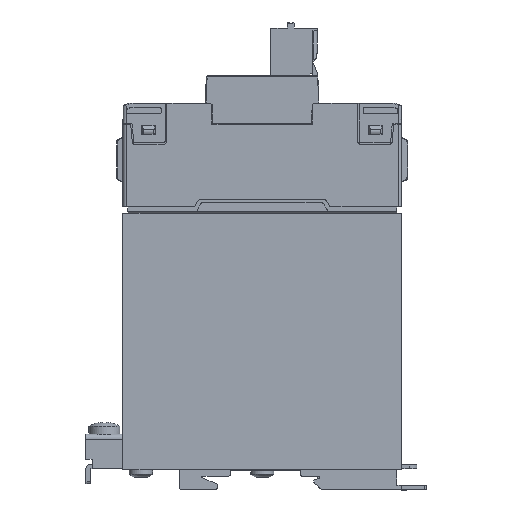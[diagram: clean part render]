
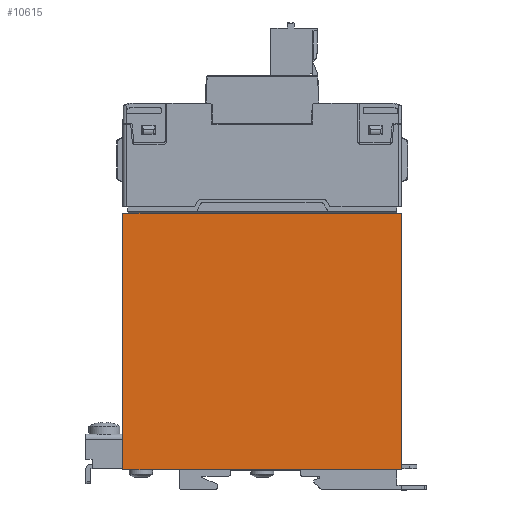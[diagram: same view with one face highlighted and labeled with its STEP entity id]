
A CAD part, left-side view. The second image highlights one B-rep face of the part: STEP entity #10615.
In plain terms, the highlighted planar face has unit normal (-1, 0, 0).
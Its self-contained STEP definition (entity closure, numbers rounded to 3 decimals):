
#2826=CARTESIAN_POINT('',(-11.1,45.0,85.));
#2827=VERTEX_POINT('',#2826);
#2834=CARTESIAN_POINT('',(-11.1,-45.0,85.));
#2835=VERTEX_POINT('',#2834);
#2836=CARTESIAN_POINT('',(-11.1,-45.0,85.));
#2837=DIRECTION('',(0.0,1.0,0.0));
#2838=VECTOR('',#2837,90.0);
#2839=LINE('',#2836,#2838);
#2840=EDGE_CURVE('',#2835,#2827,#2839,.T.);
#9422=CARTESIAN_POINT('',(-11.1,45.0,2.1));
#9423=VERTEX_POINT('',#9422);
#9430=CARTESIAN_POINT('',(-11.1,45.0,85.));
#9431=DIRECTION('',(0.0,0.0,-1.0));
#9432=VECTOR('',#9431,82.9);
#9433=LINE('',#9430,#9432);
#9434=EDGE_CURVE('',#2827,#9423,#9433,.T.);
#10592=CARTESIAN_POINT('',(-11.1,-45.0,85.));
#10593=DIRECTION('',(-1.0,0.0,0.0));
#10594=DIRECTION('',(0.0,0.0,-1.0));
#10595=AXIS2_PLACEMENT_3D('',#10592,#10593,#10594);
#10596=PLANE('',#10595);
#10597=ORIENTED_EDGE('',*,*,#9434,.T.);
#10598=CARTESIAN_POINT('',(-11.1,-45.0,2.1));
#10599=VERTEX_POINT('',#10598);
#10600=CARTESIAN_POINT('',(-11.1,-45.0,2.1));
#10601=DIRECTION('',(0.0,1.0,0.0));
#10602=VECTOR('',#10601,90.0);
#10603=LINE('',#10600,#10602);
#10604=EDGE_CURVE('',#10599,#9423,#10603,.T.);
#10605=ORIENTED_EDGE('',*,*,#10604,.F.);
#10606=CARTESIAN_POINT('',(-11.1,-45.0,2.1));
#10607=DIRECTION('',(0.0,0.0,1.0));
#10608=VECTOR('',#10607,82.9);
#10609=LINE('',#10606,#10608);
#10610=EDGE_CURVE('',#10599,#2835,#10609,.T.);
#10611=ORIENTED_EDGE('',*,*,#10610,.T.);
#10612=ORIENTED_EDGE('',*,*,#2840,.T.);
#10613=EDGE_LOOP('',(#10597,#10605,#10611,#10612));
#10614=FACE_OUTER_BOUND('',#10613,.T.);
#10615=ADVANCED_FACE('',(#10614),#10596,.T.);
